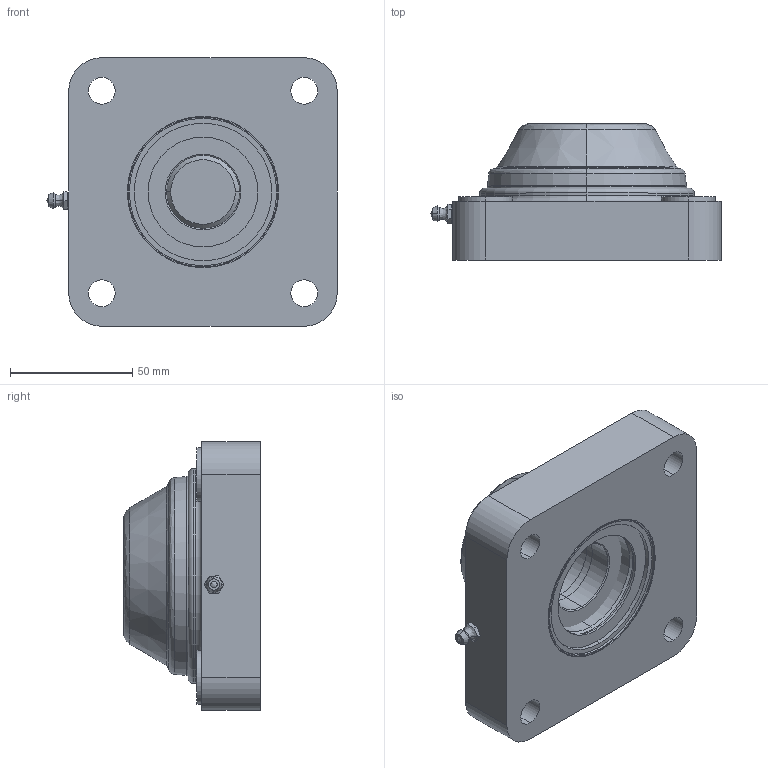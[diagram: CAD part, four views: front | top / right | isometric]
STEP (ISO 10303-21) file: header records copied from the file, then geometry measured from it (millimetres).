
FILE_DESCRIPTION (( 'STEP AP214' ), '1' );
FILE_NAME ('Rexnord-UCF-CL - SUCF-CL - HCF-CL - SHCF-CL-UCF 206 CL- 63112L.STEP', '2020-03-04T13:26:02', ( '' ), ( '' ), 'SwSTEP 2.0', 'SolidWorks 2019', '' );
FILE_SCHEMA (( 'AUTOMOTIVE_DESIGN' ));
Length unit declared in the file: millimetre
Products named in the file (5): Rexnord-UCF-CL - SUCF-CL - HCF-CL - SHCF-CL-UCF 206 CL- 63112L_HUB; Rexnord-UCF-CL - SUCF-CL - HCF-CL - SHCF-CL-UCF 206 CL- 63112L_CAP_30 CLOSE; Rexnord-UCF-CL - SUCF-CL - HCF-CL - SHCF-CL-UCF 206 CL- 63112L; Rexnord-UCF-CL - SUCF-CL - HCF-CL - SHCF-CL-UCF 206 CL- 63112L_BEARING; Rexnord-UCF-CL - SUCF-CL - HCF-CL - SHCF-CL-UCF 206 CL- 63112L_NIPPLE
Assembly tree (4 placements, depth 2):
  Rexnord-UCF-CL - SUCF-CL - HCF-CL - SHCF-CL-UCF 206 CL- 63112L
    Rexnord-UCF-CL - SUCF-CL - HCF-CL - SHCF-CL-UCF 206 CL- 63112L_HUB
    Rexnord-UCF-CL - SUCF-CL - HCF-CL - SHCF-CL-UCF 206 CL- 63112L_BEARING
    Rexnord-UCF-CL - SUCF-CL - HCF-CL - SHCF-CL-UCF 206 CL- 63112L_CAP_30 CLOSE
    Rexnord-UCF-CL - SUCF-CL - HCF-CL - SHCF-CL-UCF 206 CL- 63112L_NIPPLE
Bounding box: 119 x 56 x 110 mm (x, y, z)
Volume: 336614.7 mm3; surface area: 84792.6 mm2
Topology: 4 solids, 5 shells, 213 faces, 495 edges, 318 vertices
Faces by surface type: cylinder 71, plane 63, cone 46, bspline 17, torus 16
Entity records: 8021 total; most frequent: CARTESIAN_POINT 1800, DIRECTION 1115, ORIENTED_EDGE 990, EDGE_CURVE 495, AXIS2_PLACEMENT_3D 469, VERTEX_POINT 318, CIRCLE 266, EDGE_LOOP 253
